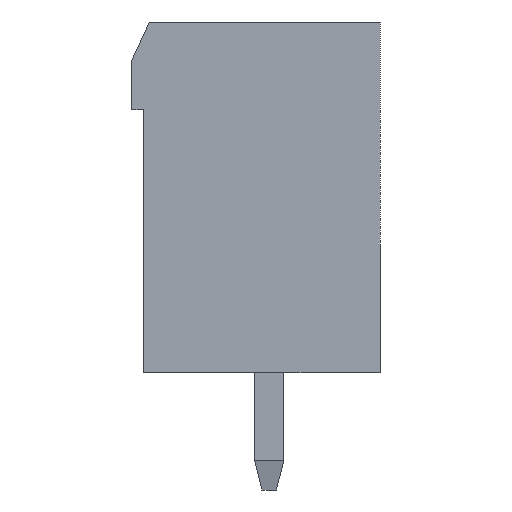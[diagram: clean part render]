
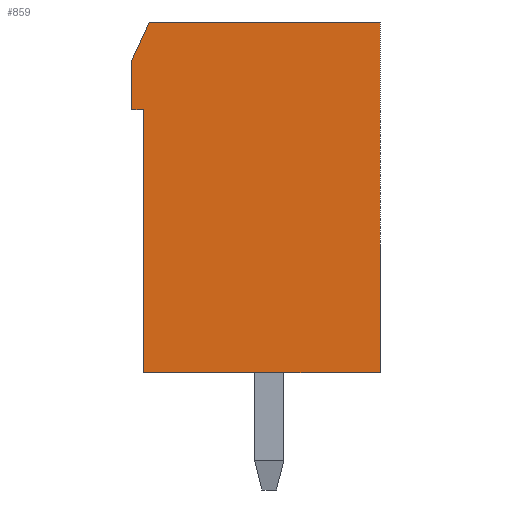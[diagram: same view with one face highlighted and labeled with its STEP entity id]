
A CAD part, left-side view. The second image highlights one B-rep face of the part: STEP entity #859.
In plain terms, the highlighted planar face has unit normal (-1, 0, 0).
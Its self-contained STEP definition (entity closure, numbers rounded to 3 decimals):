
#859 = ADVANCED_FACE( '', ( #1750 ), #1751, .T. );
#1750 = FACE_OUTER_BOUND( '', #2690, .T. );
#1751 = PLANE( '', #2691 );
#2690 = EDGE_LOOP( '', ( #5009, #5010, #5011, #5012, #5013, #5014, #5015 ) );
#2691 = AXIS2_PLACEMENT_3D( '', #5016, #5017, #5018 );
#5009 = ORIENTED_EDGE( '', *, *, #6293, .T. );
#5010 = ORIENTED_EDGE( '', *, *, #6473, .F. );
#5011 = ORIENTED_EDGE( '', *, *, #6113, .T. );
#5012 = ORIENTED_EDGE( '', *, *, #6797, .T. );
#5013 = ORIENTED_EDGE( '', *, *, #6588, .T. );
#5014 = ORIENTED_EDGE( '', *, *, #6145, .T. );
#5015 = ORIENTED_EDGE( '', *, *, #5872, .T. );
#5016 = CARTESIAN_POINT( '', ( -21., 0., 0. ) );
#5017 = DIRECTION( '', ( -1., 0., 0. ) );
#5018 = DIRECTION( '', ( 0., 0., 1. ) );
#5872 = EDGE_CURVE( '', #7056, #7054, #7057, .F. );
#6113 = EDGE_CURVE( '', #7475, #7473, #7476, .T. );
#6145 = EDGE_CURVE( '', #7526, #7056, #7527, .T. );
#6293 = EDGE_CURVE( '', #7054, #7770, #7772, .T. );
#6473 = EDGE_CURVE( '', #7475, #7770, #8046, .T. );
#6588 = EDGE_CURVE( '', #8214, #7526, #8215, .T. );
#6797 = EDGE_CURVE( '', #7473, #8214, #8477, .T. );
#7054 = VERTEX_POINT( '', #8790 );
#7056 = VERTEX_POINT( '', #8793 );
#7057 = LINE( '', #8794, #8795 );
#7473 = VERTEX_POINT( '', #9397 );
#7475 = VERTEX_POINT( '', #9400 );
#7476 = LINE( '', #9401, #9402 );
#7526 = VERTEX_POINT( '', #9475 );
#7527 = LINE( '', #9476, #9477 );
#7770 = VERTEX_POINT( '', #9826 );
#7772 = LINE( '', #9829, #9830 );
#8046 = LINE( '', #10245, #10246 );
#8214 = VERTEX_POINT( '', #10491 );
#8215 = LINE( '', #10492, #10493 );
#8477 = LINE( '', #10884, #10885 );
#8790 = CARTESIAN_POINT( '', ( -21., 4.25, 4.7 ) );
#8793 = CARTESIAN_POINT( '', ( -21., 3.65, 6. ) );
#8794 = CARTESIAN_POINT( '', ( -21., 5.292, 2.442 ) );
#8795 = VECTOR( '', #11155, 1000. );
#9397 = CARTESIAN_POINT( '', ( -21., 3.85, -6. ) );
#9400 = CARTESIAN_POINT( '', ( -21., 3.85, 3. ) );
#9401 = CARTESIAN_POINT( '', ( -21., 3.85, 3. ) );
#9402 = VECTOR( '', #11373, 1000. );
#9475 = CARTESIAN_POINT( '', ( -21., -4.25, 6. ) );
#9476 = CARTESIAN_POINT( '', ( -21., -4.25, 6. ) );
#9477 = VECTOR( '', #11403, 1000. );
#9826 = CARTESIAN_POINT( '', ( -21., 4.25, 3. ) );
#9829 = CARTESIAN_POINT( '', ( -21., 4.25, 6. ) );
#9830 = VECTOR( '', #11553, 1000. );
#10245 = CARTESIAN_POINT( '', ( -21., 3.85, 3. ) );
#10246 = VECTOR( '', #11713, 1000. );
#10491 = CARTESIAN_POINT( '', ( -21., -4.25, -6. ) );
#10492 = CARTESIAN_POINT( '', ( -21., -4.25, -6. ) );
#10493 = VECTOR( '', #11821, 1000. );
#10884 = CARTESIAN_POINT( '', ( -21., 4.25, -6. ) );
#10885 = VECTOR( '', #11972, 1000. );
#11155 = DIRECTION( '', ( 0., -0.419, 0.908 ) );
#11373 = DIRECTION( '', ( 0., 0., -1. ) );
#11403 = DIRECTION( '', ( 0., 1., 0. ) );
#11553 = DIRECTION( '', ( 0., 0., -1. ) );
#11713 = DIRECTION( '', ( 0., 1., 0. ) );
#11821 = DIRECTION( '', ( 0., 0., 1. ) );
#11972 = DIRECTION( '', ( 0., -1., 0. ) );
